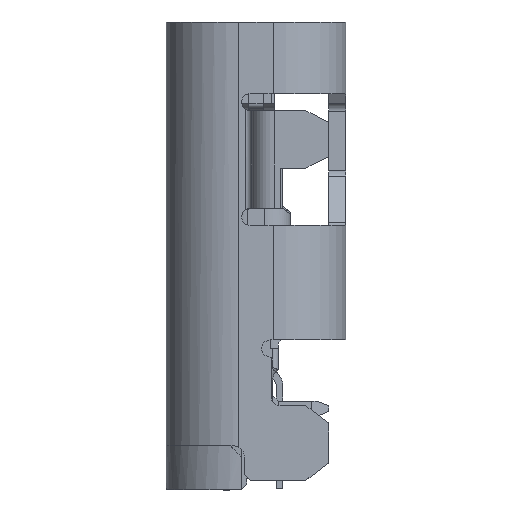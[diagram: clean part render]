
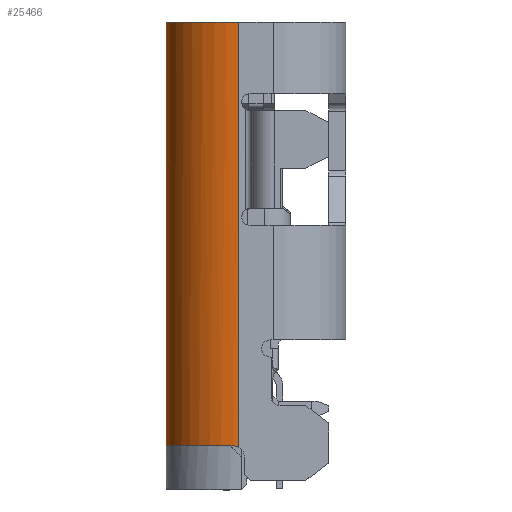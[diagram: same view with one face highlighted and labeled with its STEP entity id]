
A CAD part, left-side view. The second image highlights one B-rep face of the part: STEP entity #25466.
In plain terms, the highlighted cylindrical face has radius 1.27 mm (diameter 2.54 mm), a partial arc.
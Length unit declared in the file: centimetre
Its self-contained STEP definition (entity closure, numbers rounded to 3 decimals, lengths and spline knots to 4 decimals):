
#166=CYLINDRICAL_SURFACE('',#28248,0.127);
#536=FACE_OUTER_BOUND('',#1419,.T.);
#1419=EDGE_LOOP('',(#20929,#20930,#20931,#20932,#20933));
#2321=CIRCLE('',#28249,0.127);
#2322=CIRCLE('',#28250,0.127);
#2990=B_SPLINE_CURVE_WITH_KNOTS('',3,(#39073,#39074,#39075,#39076,#39077,
#39078,#39079),.UNSPECIFIED.,.F.,.F.,(4,3,4),(0.,0.5,1.),.UNSPECIFIED.);
#3866=LINE('',#39081,#7578);
#3867=LINE('',#39084,#7579);
#7578=VECTOR('',#31024,0.7427);
#7579=VECTOR('',#31027,0.74);
#11481=VERTEX_POINT('',#39069);
#11482=VERTEX_POINT('',#39070);
#11483=VERTEX_POINT('',#39072);
#11484=VERTEX_POINT('',#39080);
#11485=VERTEX_POINT('',#39082);
#16205=EDGE_CURVE('',#11481,#11482,#2321,.T.);
#16206=EDGE_CURVE('',#11482,#11483,#2990,.T.);
#16207=EDGE_CURVE('',#11483,#11484,#3866,.T.);
#16208=EDGE_CURVE('',#11484,#11485,#2322,.T.);
#16209=EDGE_CURVE('',#11485,#11481,#3867,.T.);
#20929=ORIENTED_EDGE('',*,*,#16205,.T.);
#20930=ORIENTED_EDGE('',*,*,#16206,.T.);
#20931=ORIENTED_EDGE('',*,*,#16207,.T.);
#20932=ORIENTED_EDGE('',*,*,#16208,.T.);
#20933=ORIENTED_EDGE('',*,*,#16209,.T.);
#25466=ADVANCED_FACE('',(#536),#166,.T.);
#28248=AXIS2_PLACEMENT_3D('',#39068,#31020,#31021);
#28249=AXIS2_PLACEMENT_3D('',#39071,#31022,#31023);
#28250=AXIS2_PLACEMENT_3D('',#39083,#31025,#31026);
#31020=DIRECTION('center_axis',(0.,0.,-1.));
#31021=DIRECTION('ref_axis',(-1.,0.,0.));
#31022=DIRECTION('center_axis',(0.,0.,1.));
#31023=DIRECTION('ref_axis',(1.,0.,0.));
#31024=DIRECTION('',(0.,0.,1.));
#31025=DIRECTION('center_axis',(0.,0.,-1.));
#31026=DIRECTION('ref_axis',(-1.,0.,0.));
#31027=DIRECTION('',(0.,0.,-1.));
#39068=CARTESIAN_POINT('Origin',(-0.32,0.03,0.0964));
#39069=CARTESIAN_POINT('',(-0.32,0.157,-0.27));
#39070=CARTESIAN_POINT('',(-0.4466,0.04,-0.27));
#39071=CARTESIAN_POINT('Origin',(-0.32,0.03,-0.27));
#39072=CARTESIAN_POINT('',(-0.447,0.03,-0.2727));
#39073=CARTESIAN_POINT('Ctrl Pts',(-0.4466,0.04,
-0.27));
#39074=CARTESIAN_POINT('Ctrl Pts',(-0.4468,0.0379,
-0.2701));
#39075=CARTESIAN_POINT('Ctrl Pts',(-0.4469,0.0361,
-0.2703));
#39076=CARTESIAN_POINT('Ctrl Pts',(-0.4469,0.0347,
-0.2707));
#39077=CARTESIAN_POINT('Ctrl Pts',(-0.447,0.0333,
-0.2711));
#39078=CARTESIAN_POINT('Ctrl Pts',(-0.447,0.0318,-0.2717));
#39079=CARTESIAN_POINT('Ctrl Pts',(-0.447,0.03,-0.2727));
#39080=CARTESIAN_POINT('',(-0.447,0.03,0.47));
#39081=CARTESIAN_POINT('',(-0.447,0.03,-0.2727));
#39082=CARTESIAN_POINT('',(-0.32,0.157,0.47));
#39083=CARTESIAN_POINT('Origin',(-0.32,0.03,0.47));
#39084=CARTESIAN_POINT('',(-0.32,0.157,0.47));
